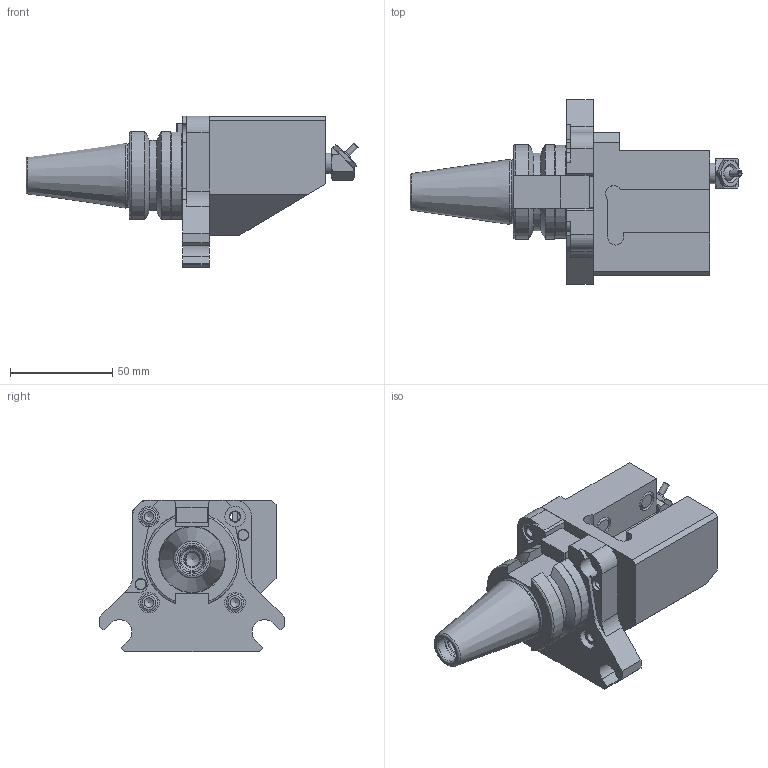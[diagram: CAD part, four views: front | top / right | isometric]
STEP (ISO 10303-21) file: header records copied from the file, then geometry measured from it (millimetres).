
FILE_DESCRIPTION((''),'2;1');
FILE_NAME('212012120098-3D.stp','2021-05-28T19:00:27',('nttooll'),(''),'Autodesk Inventor 2012','Autodesk Inventor 2012','');
FILE_SCHEMA(('AUTOMOTIVE_DESIGN { 1 0 10303 214 1 1 1 1 }'));
Length unit declared in the file: millimetre
Products named in the file (15): 212012120098-3D; 212111020081-part; 212111020002-part; M5x12; 212102120003-part; M5x15; Part5; Part6; 972923; 972919-1rev0; 972933rev0; 972929-1rev0; 972933-2rev0; 972929-3rev0
Assembly tree (21 placements, depth 5):
  212012120098-3D
    212012120098-3D
      212111020081-part
      212111020002-part
      M5x12  x6
      212102120003-part
      M5x15  x3
      Part5
      Part6
      972923
        972919-1rev0
        972933rev0
          972929-1rev0
          972933-2rev0
          972929-3rev0
Bounding box: 162.03 x 90 x 74 mm (x, y, z)
Volume: 253786.3 mm3; surface area: 63213.1 mm2
Topology: 18 solids, 18 shells, 393 faces, 921 edges, 596 vertices
Faces by surface type: plane 148, cylinder 124, cone 110, torus 9, sphere 2
Full cylindrical faces by diameter (mm): 2.2 x1, 3 x1, 4.3 x9, 4.619 x9, 5 x21, 5.5 x12, 5.6 x1, 5.774 x3, 7 x1, 8 x1, 8.2 x2, 8.5 x9, 9.738 x2, 10 x8, 10.5 x1, 11 x2, 11.112 x1, 11.6 x1, 12 x1, 12.5 x1, 12.9 x1, 18 x1, 27.6 x1, 28 x2, 30.8 x1
Entity records: 9424 total; most frequent: CARTESIAN_POINT 1799, DIRECTION 1571, ORIENTED_EDGE 1254, AXIS2_PLACEMENT_3D 645, EDGE_CURVE 627, EDGE_LOOP 524, VERTEX_POINT 467, FACE_OUTER_BOUND 330
